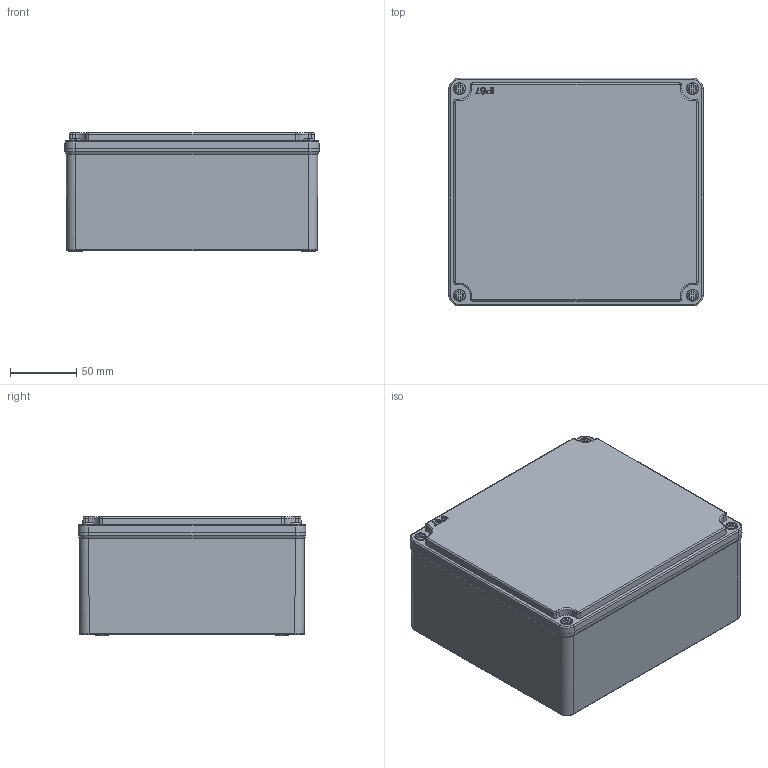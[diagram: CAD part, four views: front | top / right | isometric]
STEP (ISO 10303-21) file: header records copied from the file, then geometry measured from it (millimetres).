
FILE_DESCRIPTION(/* description */ (''),/* implementation_level */ '2;1');
FILE_NAME(/* name */ '402518025.stp',/* time_stamp */ '2017-07-14T11:53:00+03:00',/* author */ (''),/* organization */ (''),/* preprocessor_version */ 'ST-DEVELOPER v14',/* originating_system */ 'SIEMENS PLM Software NX 8.0',/* authorisation */ '');
FILE_SCHEMA (('AP203_CONFIGURATION_CONTROLLED_3D_DESIGN_OF_MECHANICAL_PARTS_AND_ASSEMBLIES_MIM_LF { 1 0 10303 403 2 1 2}'));
Length unit declared in the file: millimetre
Products named in the file (1): mtas13B8C34B2gh5
Bounding box: 192 x 172 x 90.5 mm (x, y, z)
Volume: 442447.4 mm3; surface area: 251618.6 mm2
Topology: 8 solids, 8 shells, 822 faces, 1954 edges, 1138 vertices
Faces by surface type: cylinder 295, plane 236, bspline 150, sphere 55, cone 40, torus 35, extrusion 11
Full cylindrical faces by diameter (mm): 3.013 x4, 3.432 x2, 3.6 x1, 3.838 x2, 5 x4, 6 x4, 8 x2, 10 x4
Entity records: 26269 total; most frequent: CARTESIAN_POINT 8310, DIRECTION 3755, ORIENTED_EDGE 3584, EDGE_CURVE 1792, AXIS2_PLACEMENT_3D 1495, VERTEX_POINT 1088, EDGE_LOOP 932, ADVANCED_FACE 822
